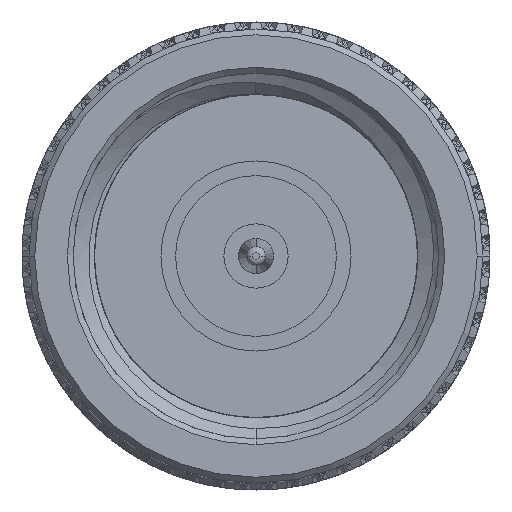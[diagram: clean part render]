
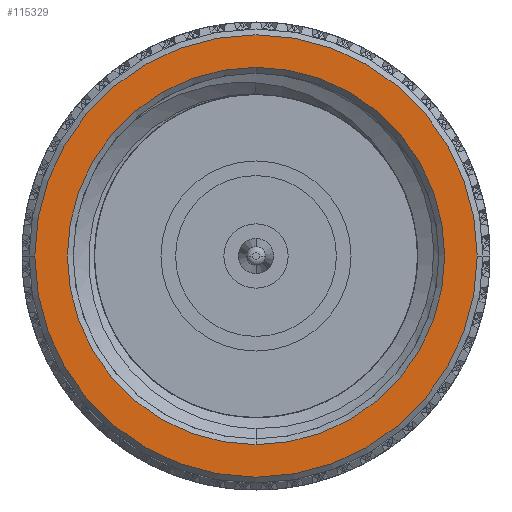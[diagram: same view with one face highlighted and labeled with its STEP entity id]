
A CAD part, left-side view. The second image highlights one B-rep face of the part: STEP entity #115329.
In plain terms, the highlighted planar face has unit normal (-1, 0, 0).
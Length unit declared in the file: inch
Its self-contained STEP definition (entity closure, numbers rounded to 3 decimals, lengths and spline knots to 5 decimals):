
#1903 = CARTESIAN_POINT ( 'NONE',  ( 0., 0., -0.3225 ) ) ;
#3754 = EDGE_LOOP ( 'NONE', ( #81239, #143657 ) ) ;
#7211 = CARTESIAN_POINT ( 'NONE',  ( 0., 0., 0. ) ) ;
#13664 = AXIS2_PLACEMENT_3D ( 'NONE', #7211, #70348, #21224 ) ;
#15545 = AXIS2_PLACEMENT_3D ( 'NONE', #120851, #82146, #45316 ) ;
#21224 = DIRECTION ( 'NONE',  ( 0., -1., 0. ) ) ;
#22817 = PLANE ( 'NONE',  #54255 ) ;
#28694 = EDGE_CURVE ( 'NONE', #78336, #117217, #67258, .T. ) ;
#35331 = CARTESIAN_POINT ( 'NONE',  ( 0., 0., 0. ) ) ;
#36943 = DIRECTION ( 'NONE',  ( 0., -1., 0. ) ) ;
#45316 = DIRECTION ( 'NONE',  ( 0., -1., 0. ) ) ;
#45606 = EDGE_CURVE ( 'NONE', #63660, #136998, #110965, .T. ) ;
#54255 = AXIS2_PLACEMENT_3D ( 'NONE', #156474, #82302, #157525 ) ;
#60490 = AXIS2_PLACEMENT_3D ( 'NONE', #139990, #153312, #66161 ) ;
#63660 = VERTEX_POINT ( 'NONE', #1903 ) ;
#66161 = DIRECTION ( 'NONE',  ( 0., -1., 0. ) ) ;
#66899 = CIRCLE ( 'NONE', #60490, 0.37809 ) ;
#67258 = CIRCLE ( 'NONE', #13664, 0.37809 ) ;
#68920 = CIRCLE ( 'NONE', #15545, 0.3225 ) ;
#70348 = DIRECTION ( 'NONE',  ( -1., 0., 0. ) ) ;
#78336 = VERTEX_POINT ( 'NONE', #87197 ) ;
#80484 = ORIENTED_EDGE ( 'NONE', *, *, #45606, .T. ) ;
#81239 = ORIENTED_EDGE ( 'NONE', *, *, #28694, .T. ) ;
#82146 = DIRECTION ( 'NONE',  ( 1., 0., 0. ) ) ;
#82302 = DIRECTION ( 'NONE',  ( -1., 0., 0. ) ) ;
#87197 = CARTESIAN_POINT ( 'NONE',  ( 0., 0.37809, 0. ) ) ;
#94537 = CARTESIAN_POINT ( 'NONE',  ( 0., -0.37809, 0. ) ) ;
#94864 = EDGE_CURVE ( 'NONE', #136998, #63660, #68920, .T. ) ;
#101911 = EDGE_LOOP ( 'NONE', ( #159746, #80484 ) ) ;
#107725 = EDGE_CURVE ( 'NONE', #117217, #78336, #66899, .T. ) ;
#110693 = FACE_BOUND ( 'NONE', #101911, .T. ) ;
#110965 = CIRCLE ( 'NONE', #132225, 0.3225 ) ;
#115329 = ADVANCED_FACE ( 'NONE', ( #110693, #130008 ), #22817, .T. ) ;
#117217 = VERTEX_POINT ( 'NONE', #94537 ) ;
#118416 = CARTESIAN_POINT ( 'NONE',  ( 0., 0., 0.3225 ) ) ;
#120851 = CARTESIAN_POINT ( 'NONE',  ( 0., 0., 0. ) ) ;
#130008 = FACE_OUTER_BOUND ( 'NONE', #3754, .T. ) ;
#132225 = AXIS2_PLACEMENT_3D ( 'NONE', #35331, #158751, #36943 ) ;
#136998 = VERTEX_POINT ( 'NONE', #118416 ) ;
#139990 = CARTESIAN_POINT ( 'NONE',  ( 0., 0., 0. ) ) ;
#143657 = ORIENTED_EDGE ( 'NONE', *, *, #107725, .T. ) ;
#153312 = DIRECTION ( 'NONE',  ( -1., 0., 0. ) ) ;
#156474 = CARTESIAN_POINT ( 'NONE',  ( 0., 0.38809, 0. ) ) ;
#157525 = DIRECTION ( 'NONE',  ( 0., -1., 0. ) ) ;
#158751 = DIRECTION ( 'NONE',  ( 1., 0., 0. ) ) ;
#159746 = ORIENTED_EDGE ( 'NONE', *, *, #94864, .T. ) ;
